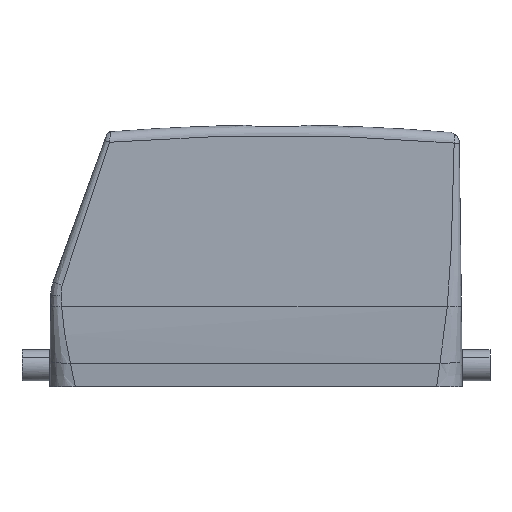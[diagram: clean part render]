
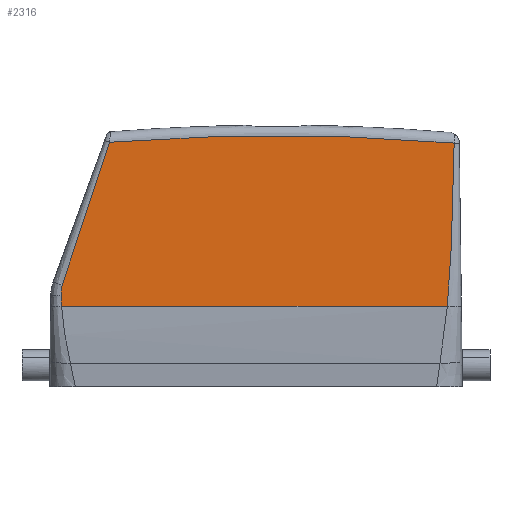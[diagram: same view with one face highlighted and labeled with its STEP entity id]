
A CAD part, left-side view. The second image highlights one B-rep face of the part: STEP entity #2316.
In plain terms, the highlighted planar face has unit normal (-1, 0, 0).
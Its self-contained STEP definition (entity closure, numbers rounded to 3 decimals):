
#2248=AXIS2_PLACEMENT_3D('Plane Axis2P3D',#2245,#2246,#2247) ;
#2252=AXIS2_PLACEMENT_3D('Circle Axis2P3D',#2250,#2251,$) ;
#879=CARTESIAN_POINT('Vertex',(0.,124.502,23.338)) ;
#956=CARTESIAN_POINT('Control Point',(0.,124.653,26.461)) ;
#957=CARTESIAN_POINT('Control Point',(0.,124.628,25.837)) ;
#958=CARTESIAN_POINT('Control Point',(0.,124.602,25.212)) ;
#959=CARTESIAN_POINT('Control Point',(0.,124.573,24.588)) ;
#960=CARTESIAN_POINT('Control Point',(0.,124.54,23.964)) ;
#961=CARTESIAN_POINT('Control Point',(0.,124.502,23.338)) ;
#962=CARTESIAN_POINT('Vertex',(0.,124.653,26.461)) ;
#1223=CARTESIAN_POINT('Control Point',(0.,124.299,29.489)) ;
#1224=CARTESIAN_POINT('Control Point',(0.,124.474,28.899)) ;
#1225=CARTESIAN_POINT('Control Point',(0.,124.6,28.291)) ;
#1226=CARTESIAN_POINT('Control Point',(0.,124.671,27.678)) ;
#1227=CARTESIAN_POINT('Control Point',(0.,124.689,27.066)) ;
#1228=CARTESIAN_POINT('Control Point',(0.,124.653,26.461)) ;
#1229=CARTESIAN_POINT('Vertex',(0.,124.299,29.489)) ;
#2224=CARTESIAN_POINT('Line Origine',(0.,67.368,23.338)) ;
#2228=CARTESIAN_POINT('Vertex',(0.,12.416,23.338)) ;
#2245=CARTESIAN_POINT('Axis2P3D Location',(0.,-93.926,-53.43)) ;
#2250=CARTESIAN_POINT('Axis2P3D Location',(0.,62.,-524.)) ;
#2254=CARTESIAN_POINT('Vertex',(0.,10.422,70.768)) ;
#2256=CARTESIAN_POINT('Vertex',(0.,110.578,71.02)) ;
#2260=CARTESIAN_POINT('Control Point',(0.,110.578,71.02)) ;
#2261=CARTESIAN_POINT('Control Point',(0.,110.614,70.917)) ;
#2262=CARTESIAN_POINT('Control Point',(0.,110.65,70.814)) ;
#2263=CARTESIAN_POINT('Control Point',(0.,110.685,70.711)) ;
#2264=CARTESIAN_POINT('Control Point',(0.,110.757,70.504)) ;
#2265=CARTESIAN_POINT('Control Point',(0.,110.829,70.297)) ;
#2266=CARTESIAN_POINT('Control Point',(0.,110.865,70.193)) ;
#2267=CARTESIAN_POINT('Control Point',(0.,111.402,68.642)) ;
#2268=CARTESIAN_POINT('Control Point',(0.,111.938,67.089)) ;
#2269=CARTESIAN_POINT('Control Point',(0.,112.436,65.639)) ;
#2270=CARTESIAN_POINT('Control Point',(0.,113.501,62.526)) ;
#2271=CARTESIAN_POINT('Control Point',(0.,114.557,59.407)) ;
#2272=CARTESIAN_POINT('Control Point',(0.,115.11,57.764)) ;
#2273=CARTESIAN_POINT('Control Point',(0.,117.179,51.582)) ;
#2274=CARTESIAN_POINT('Control Point',(0.,119.207,45.403)) ;
#2275=CARTESIAN_POINT('Control Point',(0.,120.671,40.894)) ;
#2276=CARTESIAN_POINT('Control Point',(0.,122.285,35.896)) ;
#2277=CARTESIAN_POINT('Control Point',(0.,123.861,30.891)) ;
#2278=CARTESIAN_POINT('Control Point',(0.,124.007,30.424)) ;
#2279=CARTESIAN_POINT('Control Point',(0.,124.153,29.957)) ;
#2280=CARTESIAN_POINT('Control Point',(0.,124.299,29.489)) ;
#2283=CARTESIAN_POINT('Control Point',(0.,10.422,70.768)) ;
#2284=CARTESIAN_POINT('Control Point',(0.,10.424,70.658)) ;
#2285=CARTESIAN_POINT('Control Point',(0.,10.426,70.546)) ;
#2286=CARTESIAN_POINT('Control Point',(0.,10.428,70.404)) ;
#2287=CARTESIAN_POINT('Control Point',(0.,10.432,70.143)) ;
#2288=CARTESIAN_POINT('Control Point',(0.,10.436,69.931)) ;
#2289=CARTESIAN_POINT('Control Point',(0.,10.438,69.823)) ;
#2290=CARTESIAN_POINT('Control Point',(0.,10.543,63.442)) ;
#2291=CARTESIAN_POINT('Control Point',(0.,10.674,57.066)) ;
#2292=CARTESIAN_POINT('Control Point',(0.,10.876,50.785)) ;
#2293=CARTESIAN_POINT('Control Point',(0.,11.08,44.104)) ;
#2294=CARTESIAN_POINT('Control Point',(0.,11.393,37.427)) ;
#2295=CARTESIAN_POINT('Control Point',(0.,11.416,36.956)) ;
#2296=CARTESIAN_POINT('Control Point',(0.,11.473,35.79)) ;
#2297=CARTESIAN_POINT('Control Point',(0.,11.535,34.629)) ;
#2298=CARTESIAN_POINT('Control Point',(0.,11.576,33.886)) ;
#2299=CARTESIAN_POINT('Control Point',(0.,11.641,32.781)) ;
#2300=CARTESIAN_POINT('Control Point',(0.,11.712,31.674)) ;
#2301=CARTESIAN_POINT('Control Point',(0.,11.736,31.315)) ;
#2302=CARTESIAN_POINT('Control Point',(0.,11.86,29.503)) ;
#2303=CARTESIAN_POINT('Control Point',(0.,12.001,27.691)) ;
#2304=CARTESIAN_POINT('Control Point',(0.,12.128,26.239)) ;
#2305=CARTESIAN_POINT('Control Point',(0.,12.266,24.788)) ;
#2306=CARTESIAN_POINT('Control Point',(0.,12.416,23.338)) ;
#2225=DIRECTION('Vector Direction',(0.,-1.,0.)) ;
#2246=DIRECTION('Axis2P3D Direction',(-1.,0.,0.)) ;
#2247=DIRECTION('Axis2P3D XDirection',(0.,-0.317,0.949)) ;
#2251=DIRECTION('Axis2P3D Direction',(-1.,0.,0.)) ;
#2226=VECTOR('Line Direction',#2225,1.) ;
#2309=ORIENTED_EDGE('',*,*,#2258,.T.) ;
#2310=ORIENTED_EDGE('',*,*,#2281,.F.) ;
#2311=ORIENTED_EDGE('',*,*,#1231,.F.) ;
#2312=ORIENTED_EDGE('',*,*,#964,.F.) ;
#2313=ORIENTED_EDGE('',*,*,#2230,.T.) ;
#2314=ORIENTED_EDGE('',*,*,#2307,.T.) ;
#2316=ADVANCED_FACE('Hood',(#2315),#2249,.T.) ;
#955=B_SPLINE_CURVE_WITH_KNOTS('',5,(#956,#957,#958,#959,#960,#961),.UNSPECIFIED.,.F.,.U.,(6,6),(86.846,89.97),.UNSPECIFIED.) ;
#1222=B_SPLINE_CURVE_WITH_KNOTS('',5,(#1223,#1224,#1225,#1226,#1227,#1228),.UNSPECIFIED.,.F.,.U.,(6,6),(264.261,267.93),.UNSPECIFIED.) ;
#2259=B_SPLINE_CURVE_WITH_KNOTS('',5,(#2260,#2261,#2262,#2263,#2264,#2265,#2266,#2267,#2268,#2269,#2270,#2271,#2272,#2273,#2274,#2275,#2276,#2277,#2278,#2279,#2280),.UNSPECIFIED.,.F.,.U.,(6,3,3,3,3,3,6),(0.,0.774,1.548,12.38,24.795,58.432,61.892),.UNSPECIFIED.) ;
#2282=B_SPLINE_CURVE_WITH_KNOTS('',5,(#2283,#2284,#2285,#2286,#2287,#2288,#2289,#2290,#2291,#2292,#2293,#2294,#2295,#2296,#2297,#2298,#2299,#2300,#2301,#2302,#2303,#2304,#2305,#2306),.UNSPECIFIED.,.F.,.U.,(6,3,3,3,3,3,3,6),(0.,0.775,1.551,45.929,48.897,54.196,56.746,67.059),.UNSPECIFIED.) ;
#2253=CIRCLE('generated circle',#2252,597.) ;
#964=EDGE_CURVE('',#880,#963,#955,.F.) ;
#1231=EDGE_CURVE('',#963,#1230,#1222,.F.) ;
#2230=EDGE_CURVE('',#880,#2229,#2227,.T.) ;
#2258=EDGE_CURVE('',#2255,#2257,#2253,.T.) ;
#2281=EDGE_CURVE('',#1230,#2257,#2259,.F.) ;
#2307=EDGE_CURVE('',#2229,#2255,#2282,.F.) ;
#2308=EDGE_LOOP('',(#2309,#2310,#2311,#2312,#2313,#2314)) ;
#2315=FACE_OUTER_BOUND('',#2308,.T.) ;
#2227=LINE('Line',#2224,#2226) ;
#2249=PLANE('',#2248) ;
#880=VERTEX_POINT('',#879) ;
#963=VERTEX_POINT('',#962) ;
#1230=VERTEX_POINT('',#1229) ;
#2229=VERTEX_POINT('',#2228) ;
#2255=VERTEX_POINT('',#2254) ;
#2257=VERTEX_POINT('',#2256) ;
